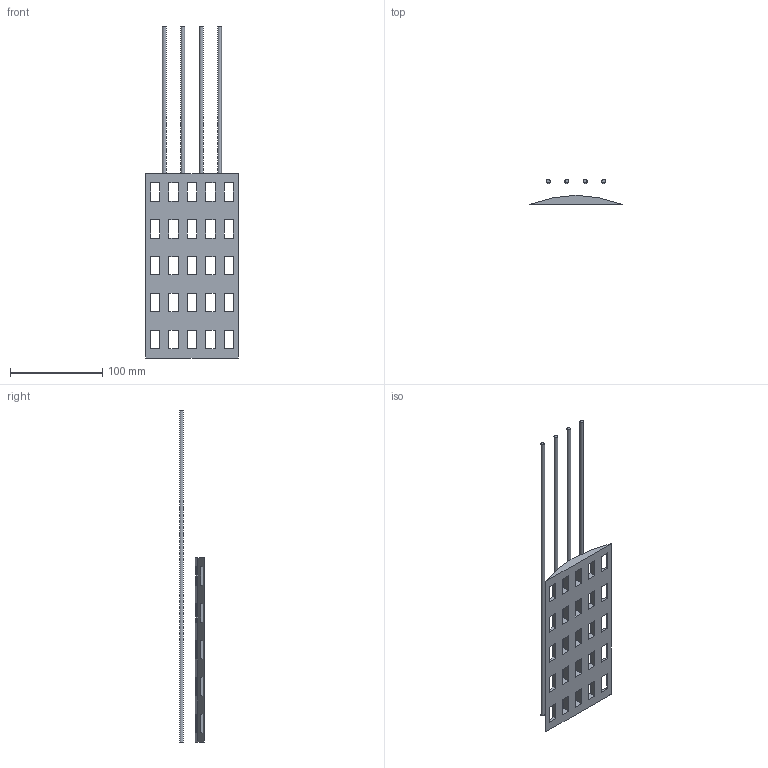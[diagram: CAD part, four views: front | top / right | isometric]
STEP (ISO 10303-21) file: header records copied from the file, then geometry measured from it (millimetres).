
FILE_DESCRIPTION(('Open CASCADE Model'),'2;1');
FILE_NAME('Open CASCADE Shape Model','2024-05-30T18:40:37',('Author'),( 'Open CASCADE'),'Open CASCADE STEP processor 7.7','Open CASCADE 7.7' ,'Unknown');
FILE_SCHEMA(('AUTOMOTIVE_DESIGN { 1 0 10303 214 1 1 1 1 }'));
Length unit declared in the file: millimetre
Products named in the file (6): Open CASCADE STEP translator 7.7 22; Open CASCADE STEP translator 7.7 22.1; Open CASCADE STEP translator 7.7 22.2; Open CASCADE STEP translator 7.7 22.3; Open CASCADE STEP translator 7.7 22.4; Open CASCADE STEP translator 7.7 22.5
Assembly tree (5 placements, depth 2):
  Open CASCADE STEP translator 7.7 22
    Open CASCADE STEP translator 7.7 22.1
    Open CASCADE STEP translator 7.7 22.2
    Open CASCADE STEP translator 7.7 22.3
    Open CASCADE STEP translator 7.7 22.4
    Open CASCADE STEP translator 7.7 22.5
Bounding box: 100 x 27 x 360 mm (x, y, z)
Volume: 108128.6 mm3; surface area: 58909.7 mm2
Topology: 5 solids, 5 shells, 119 faces, 352 edges, 228 vertices
Faces by surface type: plane 115, cylinder 4
Full cylindrical faces by diameter (mm): 4 x4
Entity records: 8542 total; most frequent: CARTESIAN_POINT 1509, DIRECTION 1214, LINE 940, VECTOR 940, ORIENTED_EDGE 704, PCURVE 704, DEFINITIONAL_REPRESENTATION 704, EDGE_CURVE 352
